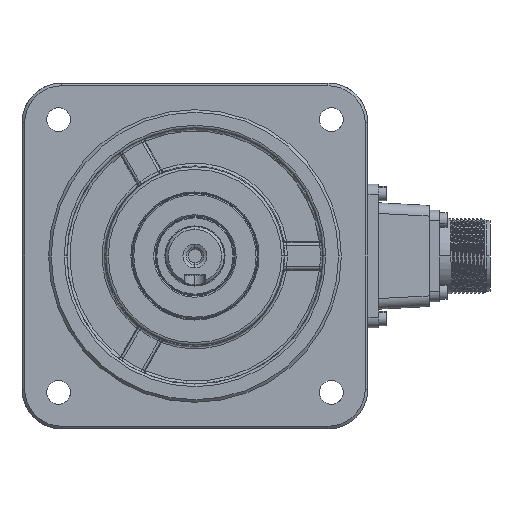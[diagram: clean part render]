
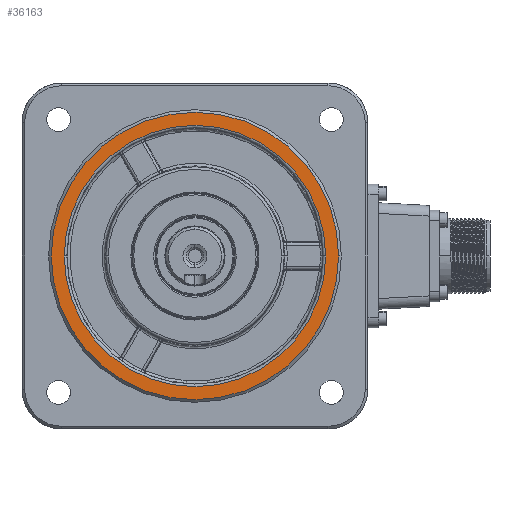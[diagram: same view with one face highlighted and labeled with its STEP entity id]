
A CAD part, left-side view. The second image highlights one B-rep face of the part: STEP entity #36163.
In plain terms, the highlighted planar face has unit normal (-1, 0, 0).
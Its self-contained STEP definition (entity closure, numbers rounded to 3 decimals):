
#256 = EDGE_CURVE ( 'NONE', #837, #13785, #1963, .T. ) ;
#837 = VERTEX_POINT ( 'NONE', #36712 ) ;
#1502 = EDGE_CURVE ( 'NONE', #20492, #32501, #21043, .T. ) ;
#1632 = FACE_BOUND ( 'NONE', #36632, .T. ) ;
#1963 = CIRCLE ( 'NONE', #29149, 54. ) ;
#4363 = AXIS2_PLACEMENT_3D ( 'NONE', #6604, #30617, #32919 ) ;
#6004 = ORIENTED_EDGE ( 'NONE', *, *, #26088, .T. ) ;
#6604 = CARTESIAN_POINT ( 'NONE',  ( -52., 0., 0. ) ) ;
#9699 = CIRCLE ( 'NONE', #11540, 49.122 ) ;
#10510 = EDGE_CURVE ( 'NONE', #32501, #20492, #9699, .T. ) ;
#10774 = AXIS2_PLACEMENT_3D ( 'NONE', #30475, #33748, #30668 ) ;
#11540 = AXIS2_PLACEMENT_3D ( 'NONE', #29776, #29959, #33250 ) ;
#11675 = DIRECTION ( 'NONE',  ( 0., -1., 0. ) ) ;
#13785 = VERTEX_POINT ( 'NONE', #21902 ) ;
#14901 = ORIENTED_EDGE ( 'NONE', *, *, #10510, .T. ) ;
#17032 = ORIENTED_EDGE ( 'NONE', *, *, #1502, .T. ) ;
#17792 = ORIENTED_EDGE ( 'NONE', *, *, #256, .T. ) ;
#18035 = CARTESIAN_POINT ( 'NONE',  ( -52., -49.122, 0. ) ) ;
#18064 = DIRECTION ( 'NONE',  ( -1., 0., 0. ) ) ;
#20492 = VERTEX_POINT ( 'NONE', #27825 ) ;
#21043 = CIRCLE ( 'NONE', #4363, 49.122 ) ;
#21769 = FACE_OUTER_BOUND ( 'NONE', #26481, .T. ) ;
#21902 = CARTESIAN_POINT ( 'NONE',  ( -52., -54., 0. ) ) ;
#26088 = EDGE_CURVE ( 'NONE', #13785, #837, #32637, .T. ) ;
#26397 = CARTESIAN_POINT ( 'NONE',  ( -52., 0., 0. ) ) ;
#26481 = EDGE_LOOP ( 'NONE', ( #17792, #6004 ) ) ;
#26925 = CARTESIAN_POINT ( 'NONE',  ( -52., 0., 0. ) ) ;
#27127 = DIRECTION ( 'NONE',  ( -1., 0., 0. ) ) ;
#27825 = CARTESIAN_POINT ( 'NONE',  ( -52., 49.122, 0. ) ) ;
#29149 = AXIS2_PLACEMENT_3D ( 'NONE', #26925, #27127, #33512 ) ;
#29776 = CARTESIAN_POINT ( 'NONE',  ( -52., 0., 0. ) ) ;
#29959 = DIRECTION ( 'NONE',  ( 1., 0., 0. ) ) ;
#30475 = CARTESIAN_POINT ( 'NONE',  ( -52., 0., 0. ) ) ;
#30617 = DIRECTION ( 'NONE',  ( 1., 0., 0. ) ) ;
#30668 = DIRECTION ( 'NONE',  ( 0., -1., 0. ) ) ;
#32501 = VERTEX_POINT ( 'NONE', #18035 ) ;
#32637 = CIRCLE ( 'NONE', #35698, 54. ) ;
#32919 = DIRECTION ( 'NONE',  ( 0., -1., 0. ) ) ;
#33250 = DIRECTION ( 'NONE',  ( 0., -1., 0. ) ) ;
#33512 = DIRECTION ( 'NONE',  ( 0., -1., 0. ) ) ;
#33748 = DIRECTION ( 'NONE',  ( -1., 0., 0. ) ) ;
#35698 = AXIS2_PLACEMENT_3D ( 'NONE', #26397, #18064, #11675 ) ;
#36163 = ADVANCED_FACE ( 'NONE', ( #21769, #1632 ), #36815, .T. ) ;
#36632 = EDGE_LOOP ( 'NONE', ( #14901, #17032 ) ) ;
#36712 = CARTESIAN_POINT ( 'NONE',  ( -52., 54., 0. ) ) ;
#36815 = PLANE ( 'NONE',  #10774 ) ;
